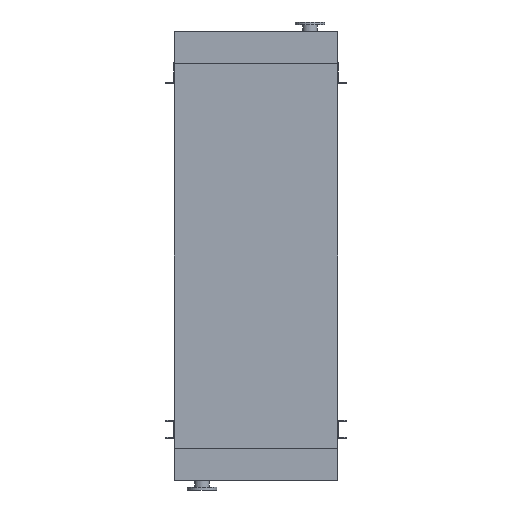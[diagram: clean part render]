
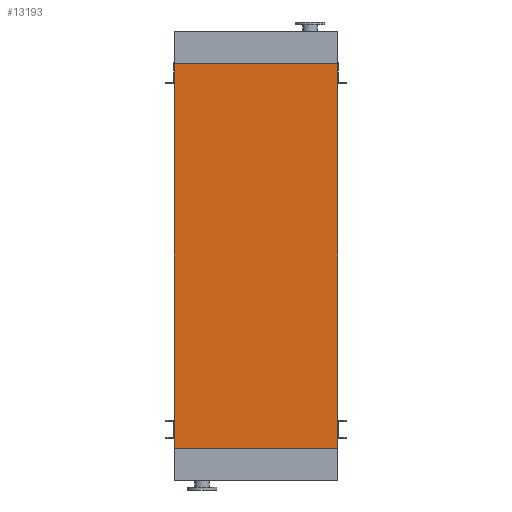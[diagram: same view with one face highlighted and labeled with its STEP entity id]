
A CAD part, front view. The second image highlights one B-rep face of the part: STEP entity #13193.
In plain terms, the highlighted planar face has unit normal (0, -1, 0).
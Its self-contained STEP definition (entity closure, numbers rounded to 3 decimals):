
#34 = VERTEX_POINT ( 'NONE', #7958 ) ;
#249 = VECTOR ( 'NONE', #10129, 1000. ) ;
#1538 = LINE ( 'NONE', #1828, #12920 ) ;
#1828 = CARTESIAN_POINT ( 'NONE',  ( -605., 0., -2850. ) ) ;
#2053 = EDGE_CURVE ( 'NONE', #14548, #34, #6190, .T. ) ;
#2510 = EDGE_CURVE ( 'NONE', #10973, #34, #11172, .T. ) ;
#3351 = ORIENTED_EDGE ( 'NONE', *, *, #10439, .T. ) ;
#3419 = ORIENTED_EDGE ( 'NONE', *, *, #2510, .F. ) ;
#5424 = VERTEX_POINT ( 'NONE', #7768 ) ;
#5744 = ORIENTED_EDGE ( 'NONE', *, *, #13416, .F. ) ;
#6135 = DIRECTION ( 'NONE',  ( 1., 0., 0. ) ) ;
#6190 = LINE ( 'NONE', #10758, #6479 ) ;
#6314 = CARTESIAN_POINT ( 'NONE',  ( -605., 0., -2850. ) ) ;
#6479 = VECTOR ( 'NONE', #13095, 1000. ) ;
#6630 = ORIENTED_EDGE ( 'NONE', *, *, #2053, .T. ) ;
#7202 = VECTOR ( 'NONE', #9761, 1000. ) ;
#7663 = CARTESIAN_POINT ( 'NONE',  ( -605., 0., 0. ) ) ;
#7768 = CARTESIAN_POINT ( 'NONE',  ( -605., 0., -2850. ) ) ;
#7780 = DIRECTION ( 'NONE',  ( 0., 0., -1. ) ) ;
#7958 = CARTESIAN_POINT ( 'NONE',  ( 605., 0., 0. ) ) ;
#8165 = AXIS2_PLACEMENT_3D ( 'NONE', #8977, #9891, #7780 ) ;
#8977 = CARTESIAN_POINT ( 'NONE',  ( -605., 0., -2850. ) ) ;
#9761 = DIRECTION ( 'NONE',  ( 0., 0., 1. ) ) ;
#9891 = DIRECTION ( 'NONE',  ( 0., -1., 0. ) ) ;
#10129 = DIRECTION ( 'NONE',  ( 1., 0., 0. ) ) ;
#10136 = EDGE_LOOP ( 'NONE', ( #3419, #5744, #3351, #6630 ) ) ;
#10174 = FACE_OUTER_BOUND ( 'NONE', #10136, .T. ) ;
#10439 = EDGE_CURVE ( 'NONE', #5424, #14548, #1538, .T. ) ;
#10758 = CARTESIAN_POINT ( 'NONE',  ( 605., 0., -2850. ) ) ;
#10973 = VERTEX_POINT ( 'NONE', #11947 ) ;
#11172 = LINE ( 'NONE', #7663, #249 ) ;
#11816 = CARTESIAN_POINT ( 'NONE',  ( 605., 0., -2850. ) ) ;
#11947 = CARTESIAN_POINT ( 'NONE',  ( -605., 0., 0. ) ) ;
#12009 = LINE ( 'NONE', #6314, #7202 ) ;
#12920 = VECTOR ( 'NONE', #6135, 1000. ) ;
#13095 = DIRECTION ( 'NONE',  ( 0., 0., 1. ) ) ;
#13193 = ADVANCED_FACE ( 'NONE', ( #10174 ), #13497, .T. ) ;
#13416 = EDGE_CURVE ( 'NONE', #5424, #10973, #12009, .T. ) ;
#13497 = PLANE ( 'NONE',  #8165 ) ;
#14548 = VERTEX_POINT ( 'NONE', #11816 ) ;
